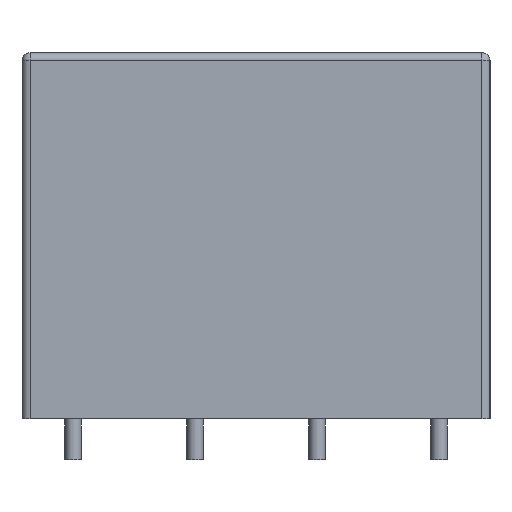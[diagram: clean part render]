
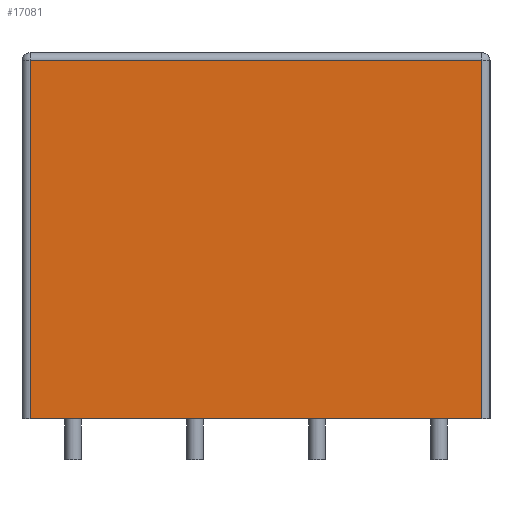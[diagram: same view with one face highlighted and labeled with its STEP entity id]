
A CAD part, left-side view. The second image highlights one B-rep face of the part: STEP entity #17081.
In plain terms, the highlighted planar face has unit normal (-1, 0, 0).
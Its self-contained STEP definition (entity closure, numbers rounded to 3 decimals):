
#2081=FACE_OUTER_BOUND('',#3102,.T.);
#3102=EDGE_LOOP('',(#15484,#15485,#15486,#15487));
#4837=LINE('',#30855,#6576);
#4840=LINE('',#30868,#6579);
#4842=LINE('',#30872,#6581);
#4846=LINE('',#30881,#6585);
#6576=VECTOR('',#20787,10.);
#6579=VECTOR('',#20802,10.);
#6581=VECTOR('',#20808,10.);
#6585=VECTOR('',#20822,10.);
#8198=VERTEX_POINT('',#30848);
#8200=VERTEX_POINT('',#30853);
#8201=VERTEX_POINT('',#30858);
#8203=VERTEX_POINT('',#30864);
#10623=EDGE_CURVE('',#8200,#8198,#4837,.T.);
#10630=EDGE_CURVE('',#8201,#8203,#4840,.T.);
#10632=EDGE_CURVE('',#8198,#8201,#4842,.T.);
#10636=EDGE_CURVE('',#8203,#8200,#4846,.T.);
#15484=ORIENTED_EDGE('',*,*,#10623,.F.);
#15485=ORIENTED_EDGE('',*,*,#10636,.F.);
#15486=ORIENTED_EDGE('',*,*,#10630,.F.);
#15487=ORIENTED_EDGE('',*,*,#10632,.F.);
#16071=PLANE('',#17762);
#17081=ADVANCED_FACE('',(#2081),#16071,.T.);
#17762=AXIS2_PLACEMENT_3D('',#30880,#20820,#20821);
#20787=DIRECTION('',(0.,0.,1.));
#20802=DIRECTION('',(0.,0.,-1.));
#20808=DIRECTION('',(0.,-1.,0.));
#20820=DIRECTION('center_axis',(-1.,0.,0.));
#20821=DIRECTION('ref_axis',(0.,-1.,0.));
#20822=DIRECTION('',(0.,1.,0.));
#30848=CARTESIAN_POINT('',(-19.,11.1,17.6));
#30853=CARTESIAN_POINT('',(-19.,11.1,0.));
#30855=CARTESIAN_POINT('',(-19.,11.1,0.));
#30858=CARTESIAN_POINT('',(-19.,-11.1,17.6));
#30864=CARTESIAN_POINT('',(-19.,-11.1,0.));
#30868=CARTESIAN_POINT('',(-19.,-11.1,0.));
#30872=CARTESIAN_POINT('',(-19.,5.75,17.6));
#30880=CARTESIAN_POINT('Origin',(-19.,11.5,0.));
#30881=CARTESIAN_POINT('',(-19.,-11.5,0.));
